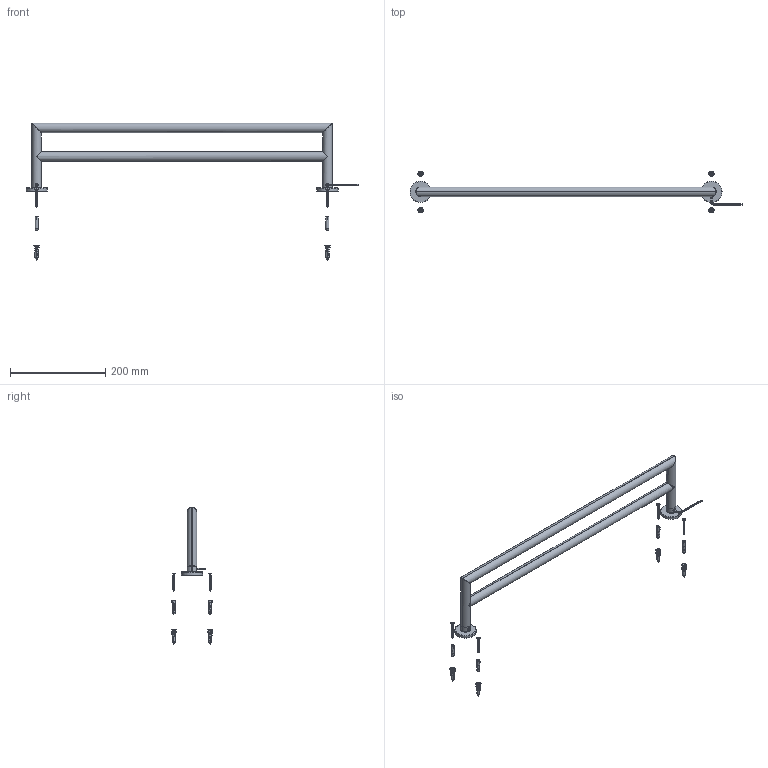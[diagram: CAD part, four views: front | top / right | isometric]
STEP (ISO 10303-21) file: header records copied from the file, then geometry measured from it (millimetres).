
FILE_DESCRIPTION((''),'2;1');
FILE_NAME('4622-24_ASM','2010-12-20T',('ravindrashirol'),(''),'PRO/ENGINEER BY PARAMETRIC TECHNOLOGY CORPORATION, 2009300','PRO/ENGINEER BY PARAMETRIC TECHNOLOGY CORPORATION, 2009300','');
FILE_SCHEMA(('CONFIG_CONTROL_DESIGN'));
Length unit declared in the file: inch
Products named in the file (13): 80616; 92418; 7-668_ASM; 40376; 7-685_ASM; 02XXG; 92461; 10615; 92274; 91479; 91460; 1-206_ASM; 4622-24_ASM
Assembly tree (20 placements, depth 4):
  4622-24_ASM
    7-685_ASM
      7-668_ASM
        80616
        92418  x2
      40376  x2
    02XXG  x2
    92461  x2
    10615
    1-206_ASM  x2
      92274
      91479
      91460
Bounding box: 695.83 x 87.4 x 288.93 mm (x, y, z)
Volume: 112856.7 mm3; surface area: 299775.3 mm2
Topology: 30 solids, 37 shells, 1462 faces, 3780 edges, 2384 vertices
Faces by surface type: plane 610, torus 416, cylinder 234, bspline 106, cone 80, sphere 8, extrusion 8
Entity records: 27891 total; most frequent: CARTESIAN_POINT 14160, ORIENTED_EDGE 2887, DIRECTION 2655, EDGE_CURVE 1462, AXIS2_PLACEMENT_3D 944, VERTEX_POINT 937, VECTOR 767, LINE 765
